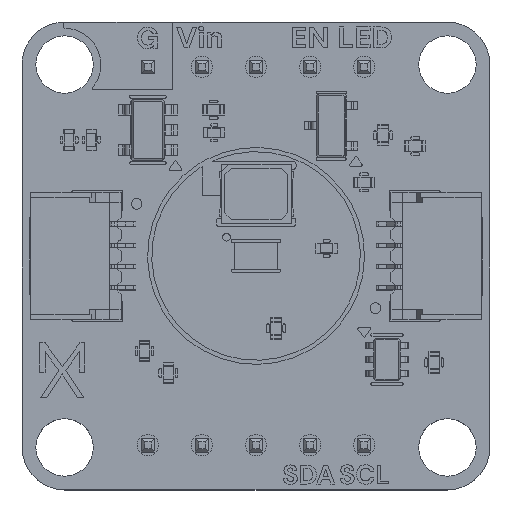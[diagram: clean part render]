
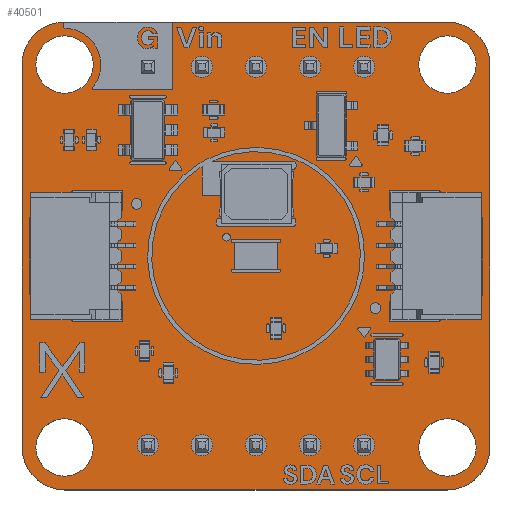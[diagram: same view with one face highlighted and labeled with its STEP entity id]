
A CAD part, top view. The second image highlights one B-rep face of the part: STEP entity #40501.
In plain terms, the highlighted planar face has unit normal (0, 0, 1).
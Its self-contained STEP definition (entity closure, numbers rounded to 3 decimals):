
#40198 = VERTEX_POINT('',#40199);
#40199 = CARTESIAN_POINT('',(8.998,11.,1.51));
#40205 = EDGE_CURVE('',#40198,#40206,#40208,.T.);
#40206 = VERTEX_POINT('',#40207);
#40207 = CARTESIAN_POINT('',(10.998,9.,1.51));
#40208 = CIRCLE('',#40209,2.);
#40209 = AXIS2_PLACEMENT_3D('',#40210,#40211,#40212);
#40210 = CARTESIAN_POINT('',(8.998,9.,1.51));
#40211 = DIRECTION('',(0.,0.,-1.));
#40212 = DIRECTION('',(0.,1.,0.));
#40240 = VERTEX_POINT('',#40241);
#40241 = CARTESIAN_POINT('',(-8.993,11.,1.51));
#40247 = EDGE_CURVE('',#40240,#40198,#40248,.T.);
#40248 = LINE('',#40249,#40250);
#40249 = CARTESIAN_POINT('',(-8.993,11.,1.51));
#40250 = VECTOR('',#40251,1.);
#40251 = DIRECTION('',(1.,0.,0.));
#40269 = EDGE_CURVE('',#40206,#40270,#40272,.T.);
#40270 = VERTEX_POINT('',#40271);
#40271 = CARTESIAN_POINT('',(10.998,-9.,1.51));
#40272 = LINE('',#40273,#40274);
#40273 = CARTESIAN_POINT('',(10.998,9.,1.51));
#40274 = VECTOR('',#40275,1.);
#40275 = DIRECTION('',(0.,-1.,0.));
#40501 = ADVANCED_FACE('',(#40502,#40548,#40559,#40570,#40581,#40592,
    #40603,#40614,#40625,#40636,#40647,#40658,#40669,#40680,#40691),
  #40702,.T.);
#40502 = FACE_BOUND('',#40503,.T.);
#40503 = EDGE_LOOP('',(#40504,#40505,#40506,#40515,#40523,#40532,#40540,
    #40547));
#40504 = ORIENTED_EDGE('',*,*,#40205,.F.);
#40505 = ORIENTED_EDGE('',*,*,#40247,.F.);
#40506 = ORIENTED_EDGE('',*,*,#40507,.F.);
#40507 = EDGE_CURVE('',#40508,#40240,#40510,.T.);
#40508 = VERTEX_POINT('',#40509);
#40509 = CARTESIAN_POINT('',(-11.002,9.,1.51));
#40510 = CIRCLE('',#40511,2.);
#40511 = AXIS2_PLACEMENT_3D('',#40512,#40513,#40514);
#40512 = CARTESIAN_POINT('',(-9.002,9.,1.51));
#40513 = DIRECTION('',(0.,0.,-1.));
#40514 = DIRECTION('',(-1.,0.,-0.));
#40515 = ORIENTED_EDGE('',*,*,#40516,.F.);
#40516 = EDGE_CURVE('',#40517,#40508,#40519,.T.);
#40517 = VERTEX_POINT('',#40518);
#40518 = CARTESIAN_POINT('',(-11.002,-9.,1.51));
#40519 = LINE('',#40520,#40521);
#40520 = CARTESIAN_POINT('',(-11.002,-9.,1.51));
#40521 = VECTOR('',#40522,1.);
#40522 = DIRECTION('',(0.,1.,0.));
#40523 = ORIENTED_EDGE('',*,*,#40524,.F.);
#40524 = EDGE_CURVE('',#40525,#40517,#40527,.T.);
#40525 = VERTEX_POINT('',#40526);
#40526 = CARTESIAN_POINT('',(-9.002,-11.,1.51));
#40527 = CIRCLE('',#40528,2.);
#40528 = AXIS2_PLACEMENT_3D('',#40529,#40530,#40531);
#40529 = CARTESIAN_POINT('',(-9.002,-9.,1.51));
#40530 = DIRECTION('',(0.,0.,-1.));
#40531 = DIRECTION('',(0.,-1.,0.));
#40532 = ORIENTED_EDGE('',*,*,#40533,.F.);
#40533 = EDGE_CURVE('',#40534,#40525,#40536,.T.);
#40534 = VERTEX_POINT('',#40535);
#40535 = CARTESIAN_POINT('',(8.998,-11.,1.51));
#40536 = LINE('',#40537,#40538);
#40537 = CARTESIAN_POINT('',(8.998,-11.,1.51));
#40538 = VECTOR('',#40539,1.);
#40539 = DIRECTION('',(-1.,0.,0.));
#40540 = ORIENTED_EDGE('',*,*,#40541,.F.);
#40541 = EDGE_CURVE('',#40270,#40534,#40542,.T.);
#40542 = CIRCLE('',#40543,2.);
#40543 = AXIS2_PLACEMENT_3D('',#40544,#40545,#40546);
#40544 = CARTESIAN_POINT('',(8.998,-9.,1.51));
#40545 = DIRECTION('',(0.,0.,-1.));
#40546 = DIRECTION('',(1.,0.,0.));
#40547 = ORIENTED_EDGE('',*,*,#40269,.F.);
#40548 = FACE_BOUND('',#40549,.T.);
#40549 = EDGE_LOOP('',(#40550));
#40550 = ORIENTED_EDGE('',*,*,#40551,.T.);
#40551 = EDGE_CURVE('',#40552,#40552,#40554,.T.);
#40552 = VERTEX_POINT('',#40553);
#40553 = CARTESIAN_POINT('',(-9.002,-10.35,1.51));
#40554 = CIRCLE('',#40555,1.35);
#40555 = AXIS2_PLACEMENT_3D('',#40556,#40557,#40558);
#40556 = CARTESIAN_POINT('',(-9.002,-9.,1.51));
#40557 = DIRECTION('',(-0.,0.,-1.));
#40558 = DIRECTION('',(-0.,-1.,0.));
#40559 = FACE_BOUND('',#40560,.T.);
#40560 = EDGE_LOOP('',(#40561));
#40561 = ORIENTED_EDGE('',*,*,#40562,.T.);
#40562 = EDGE_CURVE('',#40563,#40563,#40565,.T.);
#40563 = VERTEX_POINT('',#40564);
#40564 = CARTESIAN_POINT('',(-5.082,-9.39,1.51));
#40565 = CIRCLE('',#40566,0.5);
#40566 = AXIS2_PLACEMENT_3D('',#40567,#40568,#40569);
#40567 = CARTESIAN_POINT('',(-5.082,-8.89,1.51));
#40568 = DIRECTION('',(-0.,0.,-1.));
#40569 = DIRECTION('',(-0.,-1.,0.));
#40570 = FACE_BOUND('',#40571,.T.);
#40571 = EDGE_LOOP('',(#40572));
#40572 = ORIENTED_EDGE('',*,*,#40573,.T.);
#40573 = EDGE_CURVE('',#40574,#40574,#40576,.T.);
#40574 = VERTEX_POINT('',#40575);
#40575 = CARTESIAN_POINT('',(-2.542,-9.39,1.51));
#40576 = CIRCLE('',#40577,0.5);
#40577 = AXIS2_PLACEMENT_3D('',#40578,#40579,#40580);
#40578 = CARTESIAN_POINT('',(-2.542,-8.89,1.51));
#40579 = DIRECTION('',(-0.,0.,-1.));
#40580 = DIRECTION('',(-0.,-1.,0.));
#40581 = FACE_BOUND('',#40582,.T.);
#40582 = EDGE_LOOP('',(#40583));
#40583 = ORIENTED_EDGE('',*,*,#40584,.T.);
#40584 = EDGE_CURVE('',#40585,#40585,#40587,.T.);
#40585 = VERTEX_POINT('',#40586);
#40586 = CARTESIAN_POINT('',(-0.002,-9.39,1.51));
#40587 = CIRCLE('',#40588,0.5);
#40588 = AXIS2_PLACEMENT_3D('',#40589,#40590,#40591);
#40589 = CARTESIAN_POINT('',(-0.002,-8.89,1.51));
#40590 = DIRECTION('',(-0.,0.,-1.));
#40591 = DIRECTION('',(0.,-1.,-0.));
#40592 = FACE_BOUND('',#40593,.T.);
#40593 = EDGE_LOOP('',(#40594));
#40594 = ORIENTED_EDGE('',*,*,#40595,.T.);
#40595 = EDGE_CURVE('',#40596,#40596,#40598,.T.);
#40596 = VERTEX_POINT('',#40597);
#40597 = CARTESIAN_POINT('',(2.538,-9.39,1.51));
#40598 = CIRCLE('',#40599,0.5);
#40599 = AXIS2_PLACEMENT_3D('',#40600,#40601,#40602);
#40600 = CARTESIAN_POINT('',(2.538,-8.89,1.51));
#40601 = DIRECTION('',(-0.,0.,-1.));
#40602 = DIRECTION('',(-0.,-1.,0.));
#40603 = FACE_BOUND('',#40604,.T.);
#40604 = EDGE_LOOP('',(#40605));
#40605 = ORIENTED_EDGE('',*,*,#40606,.T.);
#40606 = EDGE_CURVE('',#40607,#40607,#40609,.T.);
#40607 = VERTEX_POINT('',#40608);
#40608 = CARTESIAN_POINT('',(5.078,-9.39,1.51));
#40609 = CIRCLE('',#40610,0.5);
#40610 = AXIS2_PLACEMENT_3D('',#40611,#40612,#40613);
#40611 = CARTESIAN_POINT('',(5.078,-8.89,1.51));
#40612 = DIRECTION('',(-0.,0.,-1.));
#40613 = DIRECTION('',(-0.,-1.,0.));
#40614 = FACE_BOUND('',#40615,.T.);
#40615 = EDGE_LOOP('',(#40616));
#40616 = ORIENTED_EDGE('',*,*,#40617,.T.);
#40617 = EDGE_CURVE('',#40618,#40618,#40620,.T.);
#40618 = VERTEX_POINT('',#40619);
#40619 = CARTESIAN_POINT('',(8.998,-10.35,1.51));
#40620 = CIRCLE('',#40621,1.35);
#40621 = AXIS2_PLACEMENT_3D('',#40622,#40623,#40624);
#40622 = CARTESIAN_POINT('',(8.998,-9.,1.51));
#40623 = DIRECTION('',(-0.,0.,-1.));
#40624 = DIRECTION('',(-0.,-1.,0.));
#40625 = FACE_BOUND('',#40626,.T.);
#40626 = EDGE_LOOP('',(#40627));
#40627 = ORIENTED_EDGE('',*,*,#40628,.T.);
#40628 = EDGE_CURVE('',#40629,#40629,#40631,.T.);
#40629 = VERTEX_POINT('',#40630);
#40630 = CARTESIAN_POINT('',(-9.002,7.65,1.51));
#40631 = CIRCLE('',#40632,1.35);
#40632 = AXIS2_PLACEMENT_3D('',#40633,#40634,#40635);
#40633 = CARTESIAN_POINT('',(-9.002,9.,1.51));
#40634 = DIRECTION('',(-0.,0.,-1.));
#40635 = DIRECTION('',(-0.,-1.,0.));
#40636 = FACE_BOUND('',#40637,.T.);
#40637 = EDGE_LOOP('',(#40638));
#40638 = ORIENTED_EDGE('',*,*,#40639,.T.);
#40639 = EDGE_CURVE('',#40640,#40640,#40642,.T.);
#40640 = VERTEX_POINT('',#40641);
#40641 = CARTESIAN_POINT('',(-5.082,8.39,1.51));
#40642 = CIRCLE('',#40643,0.5);
#40643 = AXIS2_PLACEMENT_3D('',#40644,#40645,#40646);
#40644 = CARTESIAN_POINT('',(-5.082,8.89,1.51));
#40645 = DIRECTION('',(-0.,0.,-1.));
#40646 = DIRECTION('',(-0.,-1.,0.));
#40647 = FACE_BOUND('',#40648,.T.);
#40648 = EDGE_LOOP('',(#40649));
#40649 = ORIENTED_EDGE('',*,*,#40650,.T.);
#40650 = EDGE_CURVE('',#40651,#40651,#40653,.T.);
#40651 = VERTEX_POINT('',#40652);
#40652 = CARTESIAN_POINT('',(-2.542,8.39,1.51));
#40653 = CIRCLE('',#40654,0.5);
#40654 = AXIS2_PLACEMENT_3D('',#40655,#40656,#40657);
#40655 = CARTESIAN_POINT('',(-2.542,8.89,1.51));
#40656 = DIRECTION('',(-0.,0.,-1.));
#40657 = DIRECTION('',(-0.,-1.,0.));
#40658 = FACE_BOUND('',#40659,.T.);
#40659 = EDGE_LOOP('',(#40660));
#40660 = ORIENTED_EDGE('',*,*,#40661,.T.);
#40661 = EDGE_CURVE('',#40662,#40662,#40664,.T.);
#40662 = VERTEX_POINT('',#40663);
#40663 = CARTESIAN_POINT('',(-0.002,8.39,1.51));
#40664 = CIRCLE('',#40665,0.5);
#40665 = AXIS2_PLACEMENT_3D('',#40666,#40667,#40668);
#40666 = CARTESIAN_POINT('',(-0.002,8.89,1.51));
#40667 = DIRECTION('',(-0.,0.,-1.));
#40668 = DIRECTION('',(0.,-1.,-0.));
#40669 = FACE_BOUND('',#40670,.T.);
#40670 = EDGE_LOOP('',(#40671));
#40671 = ORIENTED_EDGE('',*,*,#40672,.T.);
#40672 = EDGE_CURVE('',#40673,#40673,#40675,.T.);
#40673 = VERTEX_POINT('',#40674);
#40674 = CARTESIAN_POINT('',(2.538,8.39,1.51));
#40675 = CIRCLE('',#40676,0.5);
#40676 = AXIS2_PLACEMENT_3D('',#40677,#40678,#40679);
#40677 = CARTESIAN_POINT('',(2.538,8.89,1.51));
#40678 = DIRECTION('',(-0.,0.,-1.));
#40679 = DIRECTION('',(-0.,-1.,0.));
#40680 = FACE_BOUND('',#40681,.T.);
#40681 = EDGE_LOOP('',(#40682));
#40682 = ORIENTED_EDGE('',*,*,#40683,.T.);
#40683 = EDGE_CURVE('',#40684,#40684,#40686,.T.);
#40684 = VERTEX_POINT('',#40685);
#40685 = CARTESIAN_POINT('',(5.078,8.39,1.51));
#40686 = CIRCLE('',#40687,0.5);
#40687 = AXIS2_PLACEMENT_3D('',#40688,#40689,#40690);
#40688 = CARTESIAN_POINT('',(5.078,8.89,1.51));
#40689 = DIRECTION('',(-0.,0.,-1.));
#40690 = DIRECTION('',(-0.,-1.,0.));
#40691 = FACE_BOUND('',#40692,.T.);
#40692 = EDGE_LOOP('',(#40693));
#40693 = ORIENTED_EDGE('',*,*,#40694,.T.);
#40694 = EDGE_CURVE('',#40695,#40695,#40697,.T.);
#40695 = VERTEX_POINT('',#40696);
#40696 = CARTESIAN_POINT('',(8.998,7.65,1.51));
#40697 = CIRCLE('',#40698,1.35);
#40698 = AXIS2_PLACEMENT_3D('',#40699,#40700,#40701);
#40699 = CARTESIAN_POINT('',(8.998,9.,1.51));
#40700 = DIRECTION('',(-0.,0.,-1.));
#40701 = DIRECTION('',(-0.,-1.,0.));
#40702 = PLANE('',#40703);
#40703 = AXIS2_PLACEMENT_3D('',#40704,#40705,#40706);
#40704 = CARTESIAN_POINT('',(0.,0.,1.51));
#40705 = DIRECTION('',(0.,0.,1.));
#40706 = DIRECTION('',(1.,0.,-0.));
